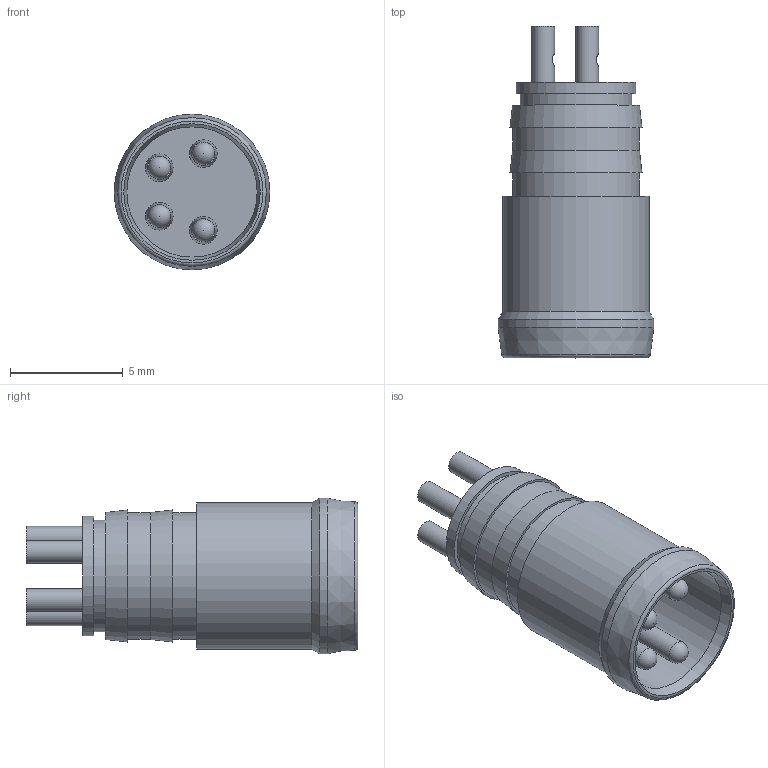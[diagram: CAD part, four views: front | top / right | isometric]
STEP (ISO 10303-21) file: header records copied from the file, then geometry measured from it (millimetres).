
FILE_DESCRIPTION(/* description */ (''),/* implementation_level */ '2;1');
FILE_NAME(/* name */ 'ESP4S_stp.stp',/* time_stamp */ '2017-08-09T13:15:25+02:00',/* author */ (''),/* organization */ (''),/* preprocessor_version */ 'ST-DEVELOPER v16',/* originating_system */ 'SIEMENS PLM Software NX 10.0',/* authorisation */ '');
FILE_SCHEMA (('AUTOMOTIVE_DESIGN { 1 0 10303 214 3 1 1 1 }'));
Length unit declared in the file: millimetre
Products named in the file (1): ESP4S_stp
Bounding box: 6.9 x 14.7 x 6.9 mm (x, y, z)
Volume: 252.2 mm3; surface area: 504 mm2
Topology: 1 solids, 1 shells, 61 faces, 160 edges, 107 vertices
Faces by surface type: cylinder 23, plane 16, cone 13, sphere 4, bspline 4, torus 1
Full cylindrical faces by diameter (mm): 0.6 x4, 0.7 x4, 1 x8, 4.95 x1, 5.3 x1, 5.625 x2, 5.775 x1, 6.475 x1, 6.9 x1
Entity records: 1854 total; most frequent: CARTESIAN_POINT 770, DIRECTION 228, ORIENTED_EDGE 136, EDGE_LOOP 124, FACE_BOUND 120, AXIS2_PLACEMENT_3D 114, VERTEX_POINT 68, EDGE_CURVE 68
